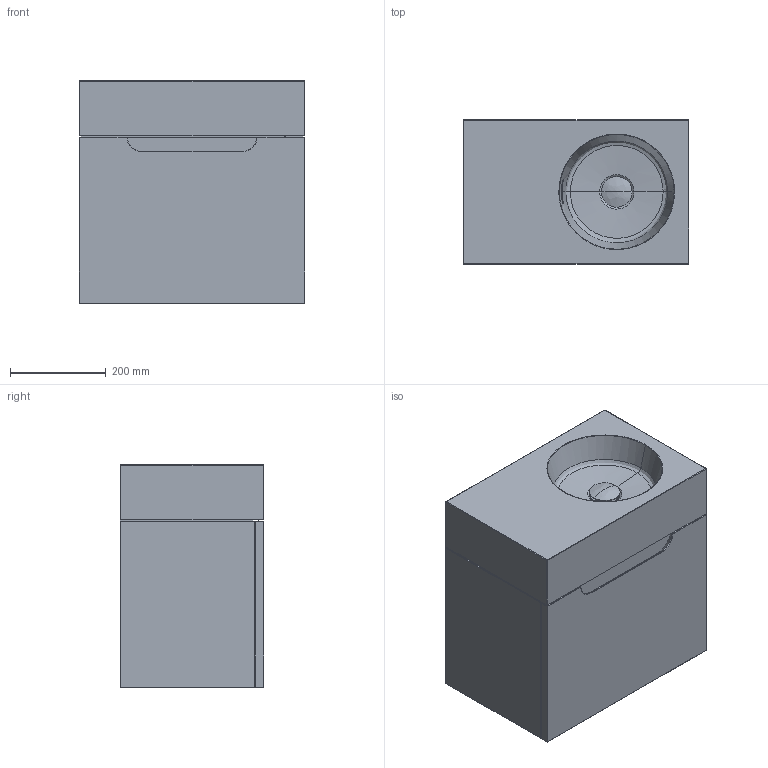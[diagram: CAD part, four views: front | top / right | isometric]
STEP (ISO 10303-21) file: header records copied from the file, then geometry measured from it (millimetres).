
FILE_DESCRIPTION(/* description */ (''),/* implementation_level */ '2;1');
FILE_NAME(/* name */ 'STEP - NEV2-MINIKITALL_2356829_RHB',/* time_stamp */ '2025-01-28T10:09:25+11:00',/* author */ (''),/* organization */ (''),/* preprocessor_version */ 'ST-DEVELOPER v16.5',/* originating_system */ 'Rhino 7.37',/* authorisation */ '');
FILE_SCHEMA (('AUTOMOTIVE_DESIGN'));
Length unit declared in the file: millimetre
Products named in the file (15): Document; NEO_MINI_CABINET_ASM13; NEO_MINI_CARCASS2; NEO_MINI_DOOR4; NEO_BRACKET5; NEO_MINI_SPACER3; NEO_HND_470_02_O10; WASTE_NO_OFLOW_ASM_ASM12; OMVIVO_WASTE_NO_OFLOW1; 32-40_ADAPTER_LOCKNUT_STEEL6; Block 02; WASTE_TOP_WASHER7; LOCKNUT_WASHER8; PLUG9; TRAP11
Assembly tree (17 placements, depth 5):
  Document
    NEO_MINI_CABINET_ASM13
      NEO_MINI_CARCASS2
      NEO_MINI_DOOR4
      NEO_BRACKET5  x4
      NEO_MINI_SPACER3
      NEO_HND_470_02_O10
      WASTE_NO_OFLOW_ASM_ASM12
        OMVIVO_WASTE_NO_OFLOW1
        32-40_ADAPTER_LOCKNUT_STEEL6
          Block 02
        WASTE_TOP_WASHER7
        LOCKNUT_WASHER8
        PLUG9
      TRAP11
Bounding box: 470 x 300 x 465 mm (x, y, z)
Volume: 9864653.5 mm3; surface area: 2313301.2 mm2
Topology: 20 solids, 21 shells, 878 faces, 2189 edges, 1347 vertices
Faces by surface type: cylinder 382, bspline 283, plane 213
Entity records: 50428 total; most frequent: CARTESIAN_POINT 38808, ORIENTED_EDGE 3516, EDGE_CURVE 1770, VERTEX_POINT 1079, B_SPLINE_CURVE_WITH_KNOTS 1014, EDGE_LOOP 805, ADVANCED_FACE 740, FACE_OUTER_BOUND 740
